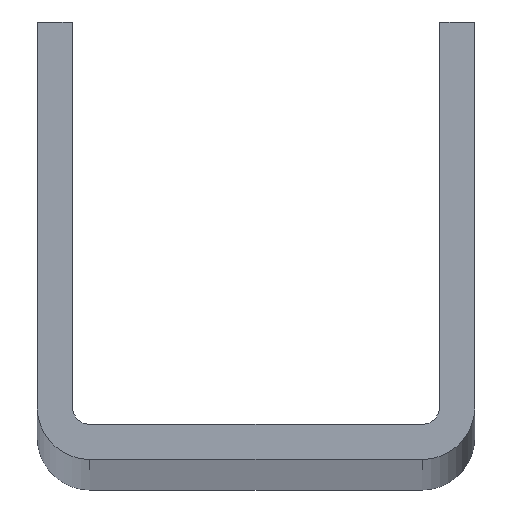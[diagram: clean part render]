
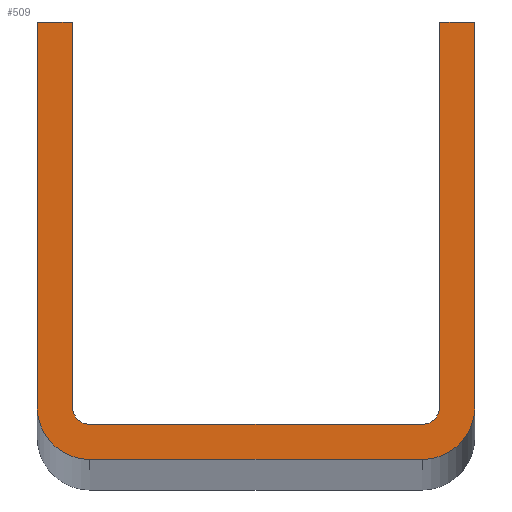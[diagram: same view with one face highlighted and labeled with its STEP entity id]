
A CAD part, top view. The second image highlights one B-rep face of the part: STEP entity #509.
In plain terms, the highlighted planar face has unit normal (0, 0, 1).
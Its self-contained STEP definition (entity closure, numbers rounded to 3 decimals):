
#1 = EDGE_CURVE ( 'NONE', #59, #346, #130, .T. ) ;
#3 = ORIENTED_EDGE ( 'NONE', *, *, #1, .T. ) ;
#9 = ORIENTED_EDGE ( 'NONE', *, *, #136, .T. ) ;
#15 = DIRECTION ( 'NONE',  ( 0., 0., 1. ) ) ;
#18 = VECTOR ( 'NONE', #252, 1000. ) ;
#26 = CARTESIAN_POINT ( 'NONE',  ( -9.5, 3., 1000. ) ) ;
#27 = EDGE_CURVE ( 'NONE', #187, #70, #61, .T. ) ;
#30 = CARTESIAN_POINT ( 'NONE',  ( 12.5, 3., 1000. ) ) ;
#31 = EDGE_CURVE ( 'NONE', #394, #232, #325, .T. ) ;
#35 = AXIS2_PLACEMENT_3D ( 'NONE', #26, #390, #104 ) ;
#41 = EDGE_CURVE ( 'NONE', #218, #210, #371, .T. ) ;
#48 = ORIENTED_EDGE ( 'NONE', *, *, #41, .T. ) ;
#53 = ORIENTED_EDGE ( 'NONE', *, *, #418, .T. ) ;
#57 = DIRECTION ( 'NONE',  ( 1., 0., 0. ) ) ;
#59 = VERTEX_POINT ( 'NONE', #168 ) ;
#60 = VECTOR ( 'NONE', #225, 1000. ) ;
#61 = LINE ( 'NONE', #202, #422 ) ;
#62 = DIRECTION ( 'NONE',  ( 0., 0., 1. ) ) ;
#67 = VERTEX_POINT ( 'NONE', #366 ) ;
#70 = VERTEX_POINT ( 'NONE', #167 ) ;
#71 = ORIENTED_EDGE ( 'NONE', *, *, #405, .T. ) ;
#73 = CARTESIAN_POINT ( 'NONE',  ( 9.5, 3., 1000. ) ) ;
#87 = CIRCLE ( 'NONE', #206, 3. ) ;
#92 = DIRECTION ( 'NONE',  ( 1., 0., 0. ) ) ;
#93 = LINE ( 'NONE', #133, #409 ) ;
#94 = CARTESIAN_POINT ( 'NONE',  ( -10.5, 3., 1000. ) ) ;
#95 = DIRECTION ( 'NONE',  ( -1., 0., 0. ) ) ;
#100 = CARTESIAN_POINT ( 'NONE',  ( -9.5, 0., 1000. ) ) ;
#103 = ORIENTED_EDGE ( 'NONE', *, *, #31, .T. ) ;
#104 = DIRECTION ( 'NONE',  ( -1., 0., 0. ) ) ;
#106 = CARTESIAN_POINT ( 'NONE',  ( -12.5, 3., 1000. ) ) ;
#107 = ORIENTED_EDGE ( 'NONE', *, *, #437, .T. ) ;
#124 = AXIS2_PLACEMENT_3D ( 'NONE', #374, #246, #92 ) ;
#129 = LINE ( 'NONE', #30, #463 ) ;
#130 = LINE ( 'NONE', #94, #165 ) ;
#133 = CARTESIAN_POINT ( 'NONE',  ( -10.5, 25., 1000. ) ) ;
#136 = EDGE_CURVE ( 'NONE', #70, #442, #87, .T. ) ;
#140 = EDGE_LOOP ( 'NONE', ( #103, #479, #48, #107, #269, #3, #224, #71, #420, #209, #9, #53 ) ) ;
#144 = EDGE_CURVE ( 'NONE', #346, #351, #93, .T. ) ;
#165 = VECTOR ( 'NONE', #441, 1000. ) ;
#167 = CARTESIAN_POINT ( 'NONE',  ( 9.5, 0., 1000. ) ) ;
#168 = CARTESIAN_POINT ( 'NONE',  ( -10.5, 3., 1000. ) ) ;
#173 = CARTESIAN_POINT ( 'NONE',  ( 9.5, 3., 1000. ) ) ;
#180 = AXIS2_PLACEMENT_3D ( 'NONE', #73, #272, #501 ) ;
#187 = VERTEX_POINT ( 'NONE', #100 ) ;
#202 = CARTESIAN_POINT ( 'NONE',  ( 0., 0., 1000. ) ) ;
#206 = AXIS2_PLACEMENT_3D ( 'NONE', #173, #15, #57 ) ;
#209 = ORIENTED_EDGE ( 'NONE', *, *, #27, .T. ) ;
#210 = VERTEX_POINT ( 'NONE', #411 ) ;
#215 = CARTESIAN_POINT ( 'NONE',  ( 10.5, 3., 1000. ) ) ;
#218 = VERTEX_POINT ( 'NONE', #416 ) ;
#224 = ORIENTED_EDGE ( 'NONE', *, *, #144, .T. ) ;
#225 = DIRECTION ( 'NONE',  ( 0., -1., 0. ) ) ;
#227 = LINE ( 'NONE', #215, #18 ) ;
#230 = PLANE ( 'NONE',  #180 ) ;
#232 = VERTEX_POINT ( 'NONE', #344 ) ;
#241 = EDGE_CURVE ( 'NONE', #404, #187, #440, .T. ) ;
#246 = DIRECTION ( 'NONE',  ( 0., 0., -1. ) ) ;
#252 = DIRECTION ( 'NONE',  ( 0., -1., 0. ) ) ;
#266 = CARTESIAN_POINT ( 'NONE',  ( 12.5, 25., 1000. ) ) ;
#268 = EDGE_CURVE ( 'NONE', #232, #218, #227, .T. ) ;
#269 = ORIENTED_EDGE ( 'NONE', *, *, #314, .T. ) ;
#271 = FACE_OUTER_BOUND ( 'NONE', #140, .T. ) ;
#272 = DIRECTION ( 'NONE',  ( 0., 0., 1. ) ) ;
#281 = CIRCLE ( 'NONE', #35, 1. ) ;
#285 = LINE ( 'NONE', #353, #311 ) ;
#288 = DIRECTION ( 'NONE',  ( -1., 0., 0. ) ) ;
#299 = CARTESIAN_POINT ( 'NONE',  ( -9.5, 3., 1000. ) ) ;
#306 = DIRECTION ( 'NONE',  ( 0., 1., 0. ) ) ;
#311 = VECTOR ( 'NONE', #428, 1000. ) ;
#314 = EDGE_CURVE ( 'NONE', #67, #59, #281, .T. ) ;
#320 = VECTOR ( 'NONE', #288, 1000. ) ;
#325 = LINE ( 'NONE', #335, #320 ) ;
#335 = CARTESIAN_POINT ( 'NONE',  ( 10.5, 25., 1000. ) ) ;
#337 = DIRECTION ( 'NONE',  ( 1., 0., 0. ) ) ;
#344 = CARTESIAN_POINT ( 'NONE',  ( 10.5, 25., 1000. ) ) ;
#345 = DIRECTION ( 'NONE',  ( -1., 0., 0. ) ) ;
#346 = VERTEX_POINT ( 'NONE', #387 ) ;
#351 = VERTEX_POINT ( 'NONE', #424 ) ;
#353 = CARTESIAN_POINT ( 'NONE',  ( 0., 2., 1000. ) ) ;
#366 = CARTESIAN_POINT ( 'NONE',  ( -9.5, 2., 1000. ) ) ;
#371 = CIRCLE ( 'NONE', #124, 1. ) ;
#374 = CARTESIAN_POINT ( 'NONE',  ( 9.5, 3., 1000. ) ) ;
#387 = CARTESIAN_POINT ( 'NONE',  ( -10.5, 25., 1000. ) ) ;
#390 = DIRECTION ( 'NONE',  ( 0., 0., -1. ) ) ;
#394 = VERTEX_POINT ( 'NONE', #266 ) ;
#402 = AXIS2_PLACEMENT_3D ( 'NONE', #299, #62, #95 ) ;
#404 = VERTEX_POINT ( 'NONE', #106 ) ;
#405 = EDGE_CURVE ( 'NONE', #351, #404, #446, .T. ) ;
#409 = VECTOR ( 'NONE', #345, 1000. ) ;
#411 = CARTESIAN_POINT ( 'NONE',  ( 9.5, 2., 1000. ) ) ;
#416 = CARTESIAN_POINT ( 'NONE',  ( 10.5, 3., 1000. ) ) ;
#418 = EDGE_CURVE ( 'NONE', #442, #394, #129, .T. ) ;
#420 = ORIENTED_EDGE ( 'NONE', *, *, #241, .T. ) ;
#422 = VECTOR ( 'NONE', #337, 1000. ) ;
#424 = CARTESIAN_POINT ( 'NONE',  ( -12.5, 25., 1000. ) ) ;
#428 = DIRECTION ( 'NONE',  ( -1., 0., 0. ) ) ;
#437 = EDGE_CURVE ( 'NONE', #210, #67, #285, .T. ) ;
#440 = CIRCLE ( 'NONE', #402, 3. ) ;
#441 = DIRECTION ( 'NONE',  ( 0., 1., 0. ) ) ;
#442 = VERTEX_POINT ( 'NONE', #494 ) ;
#446 = LINE ( 'NONE', #490, #60 ) ;
#463 = VECTOR ( 'NONE', #306, 1000. ) ;
#479 = ORIENTED_EDGE ( 'NONE', *, *, #268, .T. ) ;
#490 = CARTESIAN_POINT ( 'NONE',  ( -12.5, 3., 1000. ) ) ;
#494 = CARTESIAN_POINT ( 'NONE',  ( 12.5, 3., 1000. ) ) ;
#501 = DIRECTION ( 'NONE',  ( 1., 0., 0. ) ) ;
#509 = ADVANCED_FACE ( 'NONE', ( #271 ), #230, .T. ) ;
